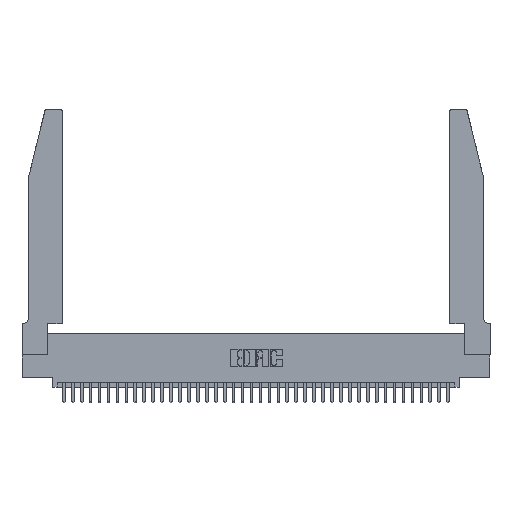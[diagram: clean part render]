
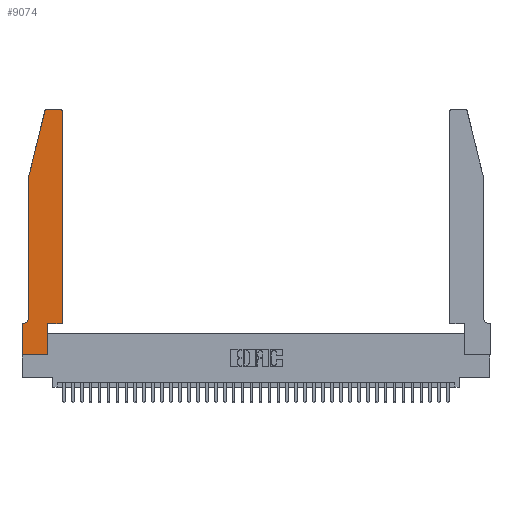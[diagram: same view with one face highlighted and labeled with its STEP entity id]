
A CAD part, top view. The second image highlights one B-rep face of the part: STEP entity #9074.
In plain terms, the highlighted planar face has unit normal (0, 0, 1).
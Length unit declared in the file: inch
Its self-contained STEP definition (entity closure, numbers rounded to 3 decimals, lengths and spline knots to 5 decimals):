
#1047 = VERTEX_POINT ( 'NONE', #7474 ) ;
#2011 = DIRECTION ( 'NONE',  ( 0., 0., 1. ) ) ;
#2260 = VECTOR ( 'NONE', #5378, 39.37008 ) ;
#2296 = CARTESIAN_POINT ( 'NONE',  ( 0.0755, 0.35, 0.37 ) ) ;
#2384 = EDGE_CURVE ( 'NONE', #23430, #37544, #7471, .T. ) ;
#2518 = VECTOR ( 'NONE', #33554, 39.37008 ) ;
#2665 = DIRECTION ( 'NONE',  ( 1., 0., 0. ) ) ;
#3130 = VERTEX_POINT ( 'NONE', #30114 ) ;
#3479 = LINE ( 'NONE', #15433, #2518 ) ;
#3593 = VECTOR ( 'NONE', #34911, 39.37008 ) ;
#4097 = CARTESIAN_POINT ( 'NONE',  ( 0.2865, 0., 0.37 ) ) ;
#4564 = ORIENTED_EDGE ( 'NONE', *, *, #18711, .T. ) ;
#5125 = ORIENTED_EDGE ( 'NONE', *, *, #18837, .T. ) ;
#5141 = AXIS2_PLACEMENT_3D ( 'NONE', #20206, #2011, #23280 ) ;
#5372 = FACE_OUTER_BOUND ( 'NONE', #33467, .T. ) ;
#5378 = DIRECTION ( 'NONE',  ( -1., 0., 0. ) ) ;
#5660 = VERTEX_POINT ( 'NONE', #28742 ) ;
#5747 = CARTESIAN_POINT ( 'NONE',  ( 0.4505, 0.35, 0.37 ) ) ;
#6763 = AXIS2_PLACEMENT_3D ( 'NONE', #7041, #28232, #10051 ) ;
#7041 = CARTESIAN_POINT ( 'NONE',  ( 0.4205, 2.72, 0.37 ) ) ;
#7183 = LINE ( 'NONE', #23141, #38378 ) ;
#7312 = EDGE_CURVE ( 'NONE', #37544, #25565, #11657, .T. ) ;
#7471 = LINE ( 'NONE', #10279, #32584 ) ;
#7473 = EDGE_CURVE ( 'NONE', #18933, #33549, #39075, .T. ) ;
#7474 = CARTESIAN_POINT ( 'NONE',  ( 0.25487, 2.72718, 0.37 ) ) ;
#8520 = CARTESIAN_POINT ( 'NONE',  ( 0., 0.35, 0.37 ) ) ;
#8560 = EDGE_CURVE ( 'NONE', #19708, #5660, #22483, .T. ) ;
#8672 = EDGE_CURVE ( 'NONE', #1047, #23647, #3479, .T. ) ;
#8683 = CARTESIAN_POINT ( 'NONE',  ( 0.0055, 0.42, 0.37 ) ) ;
#9074 = ADVANCED_FACE ( 'NONE', ( #5372 ), #35907, .T. ) ;
#9177 = CARTESIAN_POINT ( 'NONE',  ( 0.2865, 0.35, 0.37 ) ) ;
#9817 = CARTESIAN_POINT ( 'NONE',  ( 0.4505, 0.35, 0.37 ) ) ;
#10051 = DIRECTION ( 'NONE',  ( 1., 0., 0. ) ) ;
#10062 = CARTESIAN_POINT ( 'NONE',  ( 0., 0.35, 0.37 ) ) ;
#10279 = CARTESIAN_POINT ( 'NONE',  ( 0., 0., 0.37 ) ) ;
#10457 = ORIENTED_EDGE ( 'NONE', *, *, #18718, .T. ) ;
#11400 = VECTOR ( 'NONE', #23929, 39.37008 ) ;
#11657 = LINE ( 'NONE', #15140, #3593 ) ;
#11722 = DIRECTION ( 'NONE',  ( -1., 0., 0. ) ) ;
#13318 = DIRECTION ( 'NONE',  ( 0., -1., 0. ) ) ;
#14197 = EDGE_CURVE ( 'NONE', #23647, #19708, #16946, .T. ) ;
#14488 = CARTESIAN_POINT ( 'NONE',  ( 0.2605, 2.75, 0.37 ) ) ;
#14880 = CARTESIAN_POINT ( 'NONE',  ( 0., 0., 0.37 ) ) ;
#15140 = CARTESIAN_POINT ( 'NONE',  ( 0., 0., 0.37 ) ) ;
#15433 = CARTESIAN_POINT ( 'NONE',  ( 0.0755, 2., 0.37 ) ) ;
#16946 = LINE ( 'NONE', #36947, #24096 ) ;
#18711 = EDGE_CURVE ( 'NONE', #25565, #18933, #7183, .T. ) ;
#18718 = EDGE_CURVE ( 'NONE', #27529, #1047, #31343, .T. ) ;
#18837 = EDGE_CURVE ( 'NONE', #33549, #3130, #20435, .T. ) ;
#18864 = ORIENTED_EDGE ( 'NONE', *, *, #8560, .T. ) ;
#18933 = VERTEX_POINT ( 'NONE', #9177 ) ;
#19450 = VECTOR ( 'NONE', #29747, 39.37008 ) ;
#19708 = VERTEX_POINT ( 'NONE', #25592 ) ;
#20206 = CARTESIAN_POINT ( 'NONE',  ( 0.284, 2.72, 0.37 ) ) ;
#20435 = LINE ( 'NONE', #5747, #11400 ) ;
#21136 = VECTOR ( 'NONE', #34045, 39.37008 ) ;
#21149 = ORIENTED_EDGE ( 'NONE', *, *, #7473, .T. ) ;
#21206 = CIRCLE ( 'NONE', #6763, 0.03 ) ;
#21916 = DIRECTION ( 'NONE',  ( 0., -1., 0. ) ) ;
#22483 = CIRCLE ( 'NONE', #37322, 0.07 ) ;
#23016 = DIRECTION ( 'NONE',  ( 0., 1., 0. ) ) ;
#23141 = CARTESIAN_POINT ( 'NONE',  ( 0.2865, 0.35, 0.37 ) ) ;
#23280 = DIRECTION ( 'NONE',  ( 1., 0., 0. ) ) ;
#23430 = VERTEX_POINT ( 'NONE', #10062 ) ;
#23647 = VERTEX_POINT ( 'NONE', #32182 ) ;
#23929 = DIRECTION ( 'NONE',  ( 0., 1., 0. ) ) ;
#24096 = VECTOR ( 'NONE', #21916, 39.37008 ) ;
#25141 = ORIENTED_EDGE ( 'NONE', *, *, #37526, .T. ) ;
#25550 = LINE ( 'NONE', #2296, #2260 ) ;
#25565 = VERTEX_POINT ( 'NONE', #4097 ) ;
#25592 = CARTESIAN_POINT ( 'NONE',  ( 0.0755, 0.42, 0.37 ) ) ;
#26476 = EDGE_CURVE ( 'NONE', #5660, #23430, #25550, .T. ) ;
#27529 = VERTEX_POINT ( 'NONE', #27934 ) ;
#27538 = LINE ( 'NONE', #14488, #19450 ) ;
#27608 = CARTESIAN_POINT ( 'NONE',  ( 0.4205, 2.75, 0.37 ) ) ;
#27934 = CARTESIAN_POINT ( 'NONE',  ( 0.284, 2.75, 0.37 ) ) ;
#28232 = DIRECTION ( 'NONE',  ( 0., 0., 1. ) ) ;
#28244 = ORIENTED_EDGE ( 'NONE', *, *, #14197, .T. ) ;
#28742 = CARTESIAN_POINT ( 'NONE',  ( 0.0055, 0.35, 0.37 ) ) ;
#29747 = DIRECTION ( 'NONE',  ( -1., 0., 0. ) ) ;
#29876 = DIRECTION ( 'NONE',  ( 0., 0., 1. ) ) ;
#29904 = DIRECTION ( 'NONE',  ( 0., 0., -1. ) ) ;
#30114 = CARTESIAN_POINT ( 'NONE',  ( 0.4505, 2.72, 0.37 ) ) ;
#30613 = CARTESIAN_POINT ( 'NONE',  ( 0.4505, 0.35, 0.37 ) ) ;
#31343 = CIRCLE ( 'NONE', #5141, 0.03 ) ;
#31430 = ORIENTED_EDGE ( 'NONE', *, *, #2384, .T. ) ;
#31483 = ORIENTED_EDGE ( 'NONE', *, *, #8672, .T. ) ;
#31485 = ORIENTED_EDGE ( 'NONE', *, *, #7312, .T. ) ;
#31824 = AXIS2_PLACEMENT_3D ( 'NONE', #8520, #29876, #2665 ) ;
#32182 = CARTESIAN_POINT ( 'NONE',  ( 0.0755, 2., 0.37 ) ) ;
#32200 = VERTEX_POINT ( 'NONE', #27608 ) ;
#32584 = VECTOR ( 'NONE', #13318, 39.37008 ) ;
#33467 = EDGE_LOOP ( 'NONE', ( #25141, #10457, #31483, #28244, #18864, #37548, #31430, #31485, #4564, #21149, #5125, #33873 ) ) ;
#33549 = VERTEX_POINT ( 'NONE', #30613 ) ;
#33554 = DIRECTION ( 'NONE',  ( -0.239, -0.971, 0. ) ) ;
#33671 = EDGE_CURVE ( 'NONE', #3130, #32200, #21206, .T. ) ;
#33873 = ORIENTED_EDGE ( 'NONE', *, *, #33671, .T. ) ;
#34045 = DIRECTION ( 'NONE',  ( 1., 0., 0. ) ) ;
#34911 = DIRECTION ( 'NONE',  ( 1., 0., 0. ) ) ;
#35907 = PLANE ( 'NONE',  #31824 ) ;
#36947 = CARTESIAN_POINT ( 'NONE',  ( 0.0755, 2., 0.37 ) ) ;
#37322 = AXIS2_PLACEMENT_3D ( 'NONE', #8683, #29904, #11722 ) ;
#37526 = EDGE_CURVE ( 'NONE', #32200, #27529, #27538, .T. ) ;
#37544 = VERTEX_POINT ( 'NONE', #14880 ) ;
#37548 = ORIENTED_EDGE ( 'NONE', *, *, #26476, .T. ) ;
#38378 = VECTOR ( 'NONE', #23016, 39.37008 ) ;
#39075 = LINE ( 'NONE', #9817, #21136 ) ;
